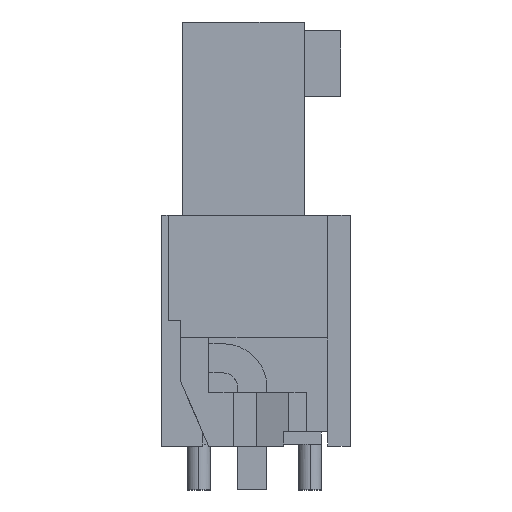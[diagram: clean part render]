
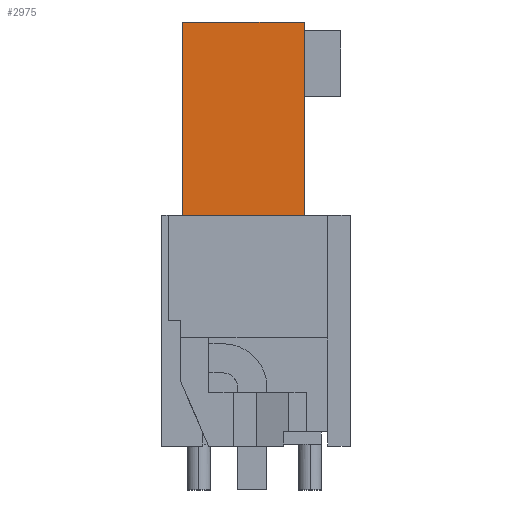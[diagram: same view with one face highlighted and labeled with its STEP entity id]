
A CAD part, left-side view. The second image highlights one B-rep face of the part: STEP entity #2975.
In plain terms, the highlighted planar face has unit normal (-1, 0, 0).
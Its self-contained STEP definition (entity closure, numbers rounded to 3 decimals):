
#2955=AXIS2_PLACEMENT_3D('Plane Axis2P3D',#2952,#2953,#2954) ;
#1745=CARTESIAN_POINT('Vertex',(5.582,5.728,9.4)) ;
#1773=CARTESIAN_POINT('Vertex',(5.582,1.58,9.4)) ;
#1776=CARTESIAN_POINT('Line Origine',(5.582,3.654,9.4)) ;
#2898=CARTESIAN_POINT('Line Origine',(5.582,1.58,12.7)) ;
#2902=CARTESIAN_POINT('Vertex',(5.582,1.58,16.)) ;
#2952=CARTESIAN_POINT('Axis2P3D Location',(5.582,1.58,9.4)) ;
#2957=CARTESIAN_POINT('Line Origine',(5.582,3.654,16.)) ;
#2961=CARTESIAN_POINT('Vertex',(5.582,5.728,16.)) ;
#2964=CARTESIAN_POINT('Line Origine',(5.582,5.728,12.7)) ;
#1777=DIRECTION('Vector Direction',(0.,1.,0.)) ;
#2899=DIRECTION('Vector Direction',(0.,0.,1.)) ;
#2953=DIRECTION('Axis2P3D Direction',(1.,0.,0.)) ;
#2954=DIRECTION('Axis2P3D XDirection',(0.,1.,0.)) ;
#2958=DIRECTION('Vector Direction',(0.,1.,0.)) ;
#2965=DIRECTION('Vector Direction',(0.,0.,1.)) ;
#1778=VECTOR('Line Direction',#1777,1.) ;
#2900=VECTOR('Line Direction',#2899,1.) ;
#2959=VECTOR('Line Direction',#2958,1.) ;
#2966=VECTOR('Line Direction',#2965,1.) ;
#2970=ORIENTED_EDGE('',*,*,#2963,.T.) ;
#2971=ORIENTED_EDGE('',*,*,#2968,.F.) ;
#2972=ORIENTED_EDGE('',*,*,#1780,.T.) ;
#2973=ORIENTED_EDGE('',*,*,#2904,.T.) ;
#2975=ADVANCED_FACE('HOUSING',(#2974),#2956,.F.) ;
#1780=EDGE_CURVE('',#1746,#1774,#1779,.F.) ;
#2904=EDGE_CURVE('',#1774,#2903,#2901,.T.) ;
#2963=EDGE_CURVE('',#2903,#2962,#2960,.T.) ;
#2968=EDGE_CURVE('',#1746,#2962,#2967,.T.) ;
#2969=EDGE_LOOP('',(#2970,#2971,#2972,#2973)) ;
#2974=FACE_OUTER_BOUND('',#2969,.T.) ;
#1779=LINE('Line',#1776,#1778) ;
#2901=LINE('Line',#2898,#2900) ;
#2960=LINE('Line',#2957,#2959) ;
#2967=LINE('Line',#2964,#2966) ;
#2956=PLANE('',#2955) ;
#1746=VERTEX_POINT('',#1745) ;
#1774=VERTEX_POINT('',#1773) ;
#2903=VERTEX_POINT('',#2902) ;
#2962=VERTEX_POINT('',#2961) ;
